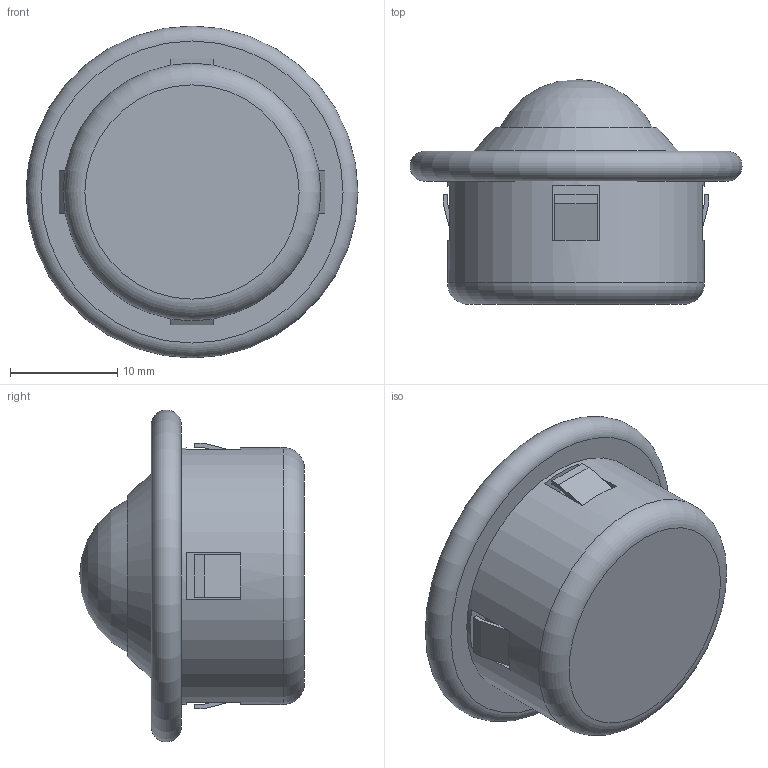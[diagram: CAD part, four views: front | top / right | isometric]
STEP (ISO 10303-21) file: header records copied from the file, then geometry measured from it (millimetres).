
FILE_DESCRIPTION( ( 'STEP AP214' ), '1' );
FILE_NAME( 'K0765.215.stp', '2020-12-10T08:55:30', ( '' ), ( '' ), ' ', 'PARTsolutions', ' ' );
FILE_SCHEMA( ( 'AUTOMOTIVE_DESIGN { 1 0 10303 214 1 1 1 1 }' ) );
Length unit declared in the file: millimetre
Products named in the file (1): _K0765.215
Bounding box: 31 x 21 x 31 mm (x, y, z)
Volume: 7942.9 mm3; surface area: 2877.2 mm2
Topology: 1 solids, 1 shells, 57 faces, 138 edges, 92 vertices
Faces by surface type: plane 52, torus 2, cylinder 1, cone 1, sphere 1
Full cylindrical faces by diameter (mm): 24 x1
Entity records: 2062 total; most frequent: CARTESIAN_POINT 276, DIRECTION 260, ORIENTED_EDGE 256, EDGE_CURVE 128, LINE 112, VECTOR 112, VERTEX_POINT 90, AXIS2_PLACEMENT_3D 74
